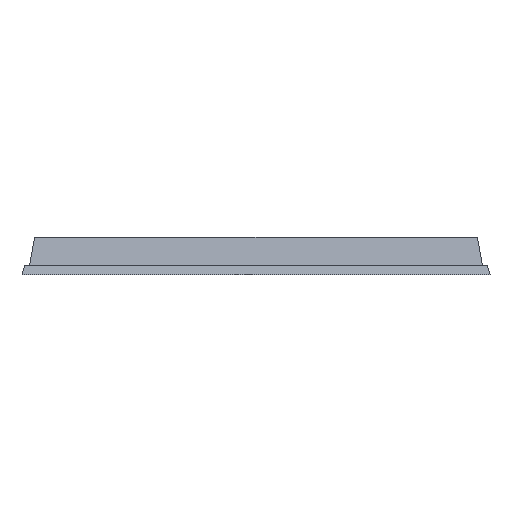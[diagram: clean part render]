
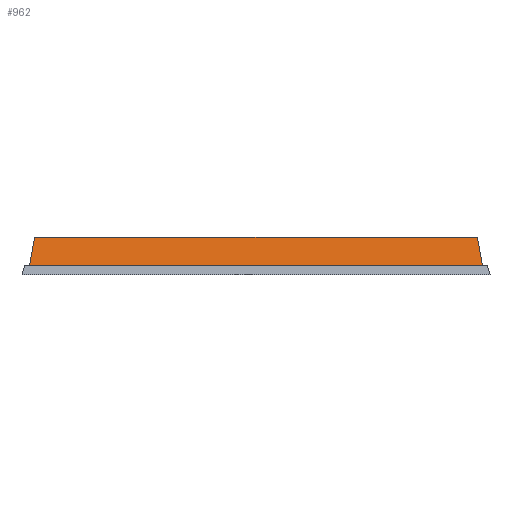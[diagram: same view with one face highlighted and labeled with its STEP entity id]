
A CAD part, left-side view. The second image highlights one B-rep face of the part: STEP entity #962.
In plain terms, the highlighted planar face has unit normal (-0.985, 0, 0.174).
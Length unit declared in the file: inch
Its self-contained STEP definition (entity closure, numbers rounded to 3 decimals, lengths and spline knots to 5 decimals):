
#35 = EDGE_CURVE ( 'NONE', #357, #1335, #672, .T. ) ;
#51 = DIRECTION ( 'NONE',  ( 0.171, 0.171, 0.97 ) ) ;
#133 = EDGE_CURVE ( 'NONE', #1335, #1105, #1375, .T. ) ;
#337 = AXIS2_PLACEMENT_3D ( 'NONE', #780, #1019, #442 ) ;
#339 = CARTESIAN_POINT ( 'NONE',  ( -4.488, -2.9885, 0.129 ) ) ;
#357 = VERTEX_POINT ( 'NONE', #1282 ) ;
#367 = ORIENTED_EDGE ( 'NONE', *, *, #35, .T. ) ;
#414 = LINE ( 'NONE', #525, #475 ) ;
#442 = DIRECTION ( 'NONE',  ( 0.174, 0., 0.985 ) ) ;
#458 = CARTESIAN_POINT ( 'NONE',  ( -4.42258, -2.92308, 0.5 ) ) ;
#475 = VECTOR ( 'NONE', #1063, 39.37008 ) ;
#525 = CARTESIAN_POINT ( 'NONE',  ( -4.42258, 0., 0.5 ) ) ;
#566 = ORIENTED_EDGE ( 'NONE', *, *, #1033, .F. ) ;
#672 = LINE ( 'NONE', #1120, #1204 ) ;
#706 = CARTESIAN_POINT ( 'NONE',  ( -4.488, -2.9885, 0.129 ) ) ;
#752 = EDGE_LOOP ( 'NONE', ( #367, #985, #1213, #566 ) ) ;
#780 = CARTESIAN_POINT ( 'NONE',  ( -4.42258, 7.98418, 0.5 ) ) ;
#813 = CARTESIAN_POINT ( 'NONE',  ( -4.42258, 2.92308, 0.5 ) ) ;
#833 = VECTOR ( 'NONE', #51, 39.37008 ) ;
#870 = EDGE_CURVE ( 'NONE', #1105, #1101, #414, .T. ) ;
#962 = ADVANCED_FACE ( 'NONE', ( #1103 ), #1439, .T. ) ;
#985 = ORIENTED_EDGE ( 'NONE', *, *, #133, .T. ) ;
#1012 = DIRECTION ( 'NONE',  ( 0.171, -0.171, 0.97 ) ) ;
#1019 = DIRECTION ( 'NONE',  ( -0.985, 0., 0.174 ) ) ;
#1033 = EDGE_CURVE ( 'NONE', #357, #1101, #1238, .T. ) ;
#1042 = VECTOR ( 'NONE', #1012, 39.37008 ) ;
#1063 = DIRECTION ( 'NONE',  ( 0., 1., 0. ) ) ;
#1101 = VERTEX_POINT ( 'NONE', #813 ) ;
#1103 = FACE_OUTER_BOUND ( 'NONE', #752, .T. ) ;
#1105 = VERTEX_POINT ( 'NONE', #458 ) ;
#1120 = CARTESIAN_POINT ( 'NONE',  ( -4.488, 7.98418, 0.129 ) ) ;
#1127 = DIRECTION ( 'NONE',  ( 0., -1., 0. ) ) ;
#1204 = VECTOR ( 'NONE', #1127, 39.37008 ) ;
#1213 = ORIENTED_EDGE ( 'NONE', *, *, #870, .T. ) ;
#1238 = LINE ( 'NONE', #1316, #1042 ) ;
#1282 = CARTESIAN_POINT ( 'NONE',  ( -4.488, 2.9885, 0.129 ) ) ;
#1316 = CARTESIAN_POINT ( 'NONE',  ( -4.488, 2.9885, 0.129 ) ) ;
#1335 = VERTEX_POINT ( 'NONE', #339 ) ;
#1375 = LINE ( 'NONE', #706, #833 ) ;
#1439 = PLANE ( 'NONE',  #337 ) ;
